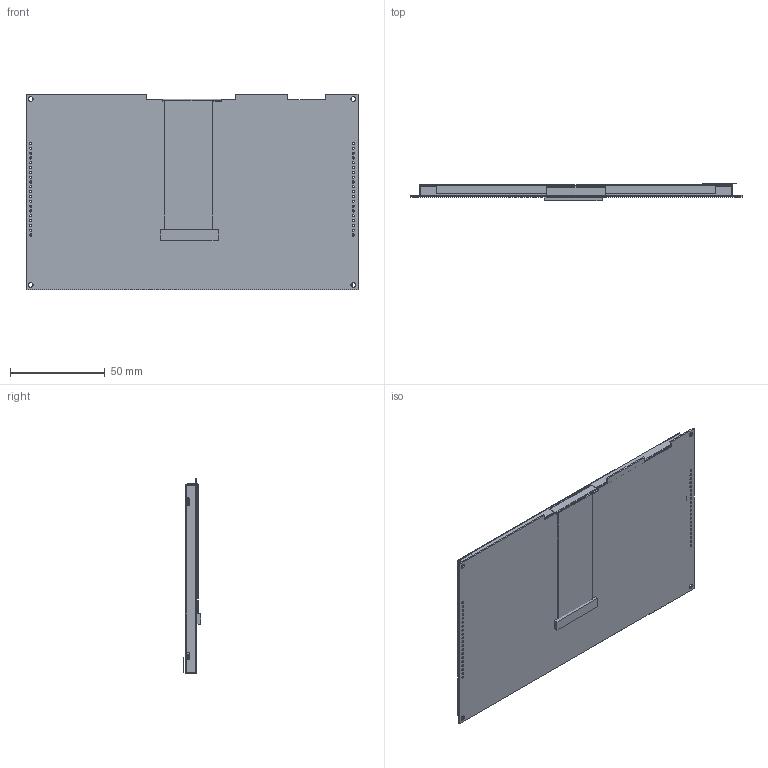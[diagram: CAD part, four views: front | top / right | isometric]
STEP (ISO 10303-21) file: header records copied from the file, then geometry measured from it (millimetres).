
FILE_DESCRIPTION((''),'2;1');
FILE_NAME('AG56L-DAS1_ASM','2013-06-14T',('user31'),(''),'PRO/ENGINEER BY PARAMETRIC TECHNOLOGY CORPORATION, 2010100','PRO/ENGINEER BY PARAMETRIC TECHNOLOGY CORPORATION, 2010100','');
FILE_SCHEMA(('CONFIG_CONTROL_DESIGN'));
Length unit declared in the file: millimetre
Products named in the file (8): PCB; BL; 1; COG; 2; FPC; BZ; AG56L-DAS1_ASM
Assembly tree (7 placements, depth 2):
  AG56L-DAS1_ASM
    PCB
    BL
    1
    COG
    2
    FPC
    BZ
Bounding box: 175 x 9.25 x 103.05 mm (x, y, z)
Volume: 60926.5 mm3; surface area: 388929.1 mm2
Topology: 7 solids, 13 shells, 742 faces, 2080 edges, 1386 vertices
Faces by surface type: plane 415, cylinder 327
Entity records: 24648 total; most frequent: DIRECTION 4266, CARTESIAN_POINT 4251, ORIENTED_EDGE 4160, EDGE_CURVE 2080, VECTOR 1428, LINE 1428, AXIS2_PLACEMENT_3D 1419, VERTEX_POINT 1386
